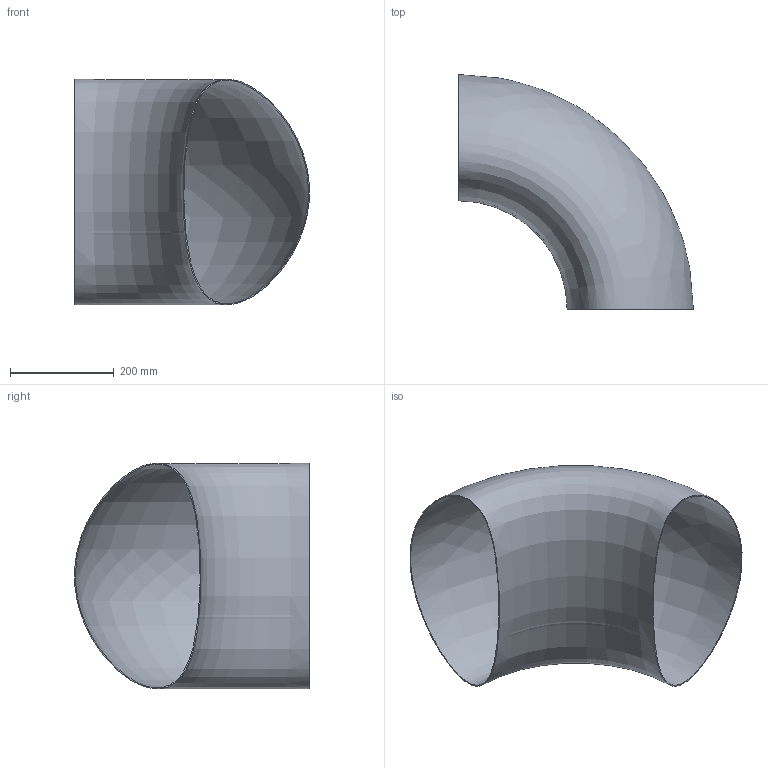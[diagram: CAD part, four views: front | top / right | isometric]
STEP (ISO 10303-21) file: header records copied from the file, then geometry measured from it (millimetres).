
FILE_DESCRIPTION(('Open CASCADE Model'),'2;1');
FILE_NAME('Open CASCADE Shape Model','2022-08-05T16:00:56',('Author'),( 'Open CASCADE'),'Open CASCADE STEP processor 7.5','Open CASCADE 7.5' ,'Unknown');
FILE_SCHEMA(('AUTOMOTIVE_DESIGN { 1 0 10303 214 1 1 1 1 }'));
Length unit declared in the file: millimetre
Products named in the file (5): CQ assembly; vv; vv_part; 68b135b0-14cf-11ed-818a-b07b251d16fc; 68b135b0-14cf-11ed-818a-b07b251d16fc_part
Assembly tree (4 placements, depth 4):
  CQ assembly
    vv
      vv_part
      68b135b0-14cf-11ed-818a-b07b251d16fc
        68b135b0-14cf-11ed-818a-b07b251d16fc_part
Bounding box: 451.69 x 451.69 x 433.84 mm (x, y, z)
Volume: 1067669.2 mm3; surface area: 1090553.6 mm2
Topology: 1 solids, 1 shells, 6 faces, 10 edges, 4 vertices
Faces by surface type: revolution 2, cylinder 2, plane 2
Entity records: 2357 total; most frequent: CARTESIAN_POINT 2057, DIRECTION 44, ORIENTED_EDGE 24, PCURVE 20, DEFINITIONAL_REPRESENTATION 20, LINE 20, VECTOR 20, AXIS2_PLACEMENT_3D 11
